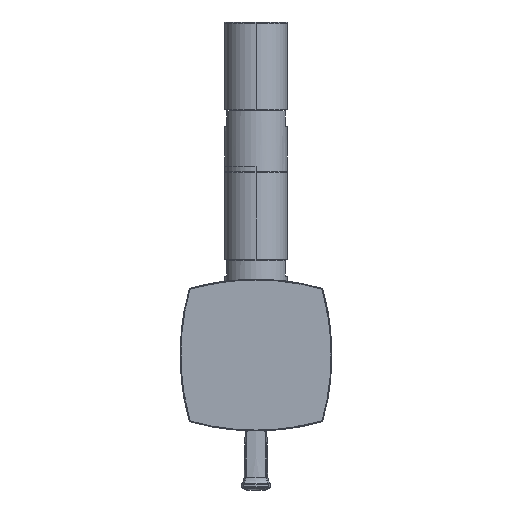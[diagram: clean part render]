
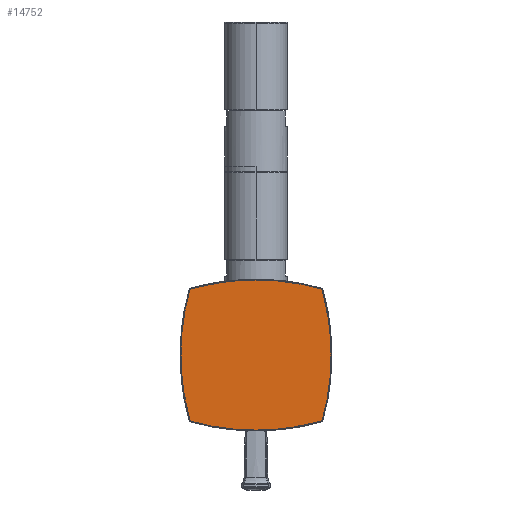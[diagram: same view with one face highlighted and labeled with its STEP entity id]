
A CAD part, front view. The second image highlights one B-rep face of the part: STEP entity #14752.
In plain terms, the highlighted planar face has unit normal (0, -1, 0).
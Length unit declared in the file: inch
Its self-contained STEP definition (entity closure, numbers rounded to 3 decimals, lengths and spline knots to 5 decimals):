
#4578=CARTESIAN_POINT('',(-1.24921,0.,1.24921));
#4579=DIRECTION('',(0.,-1.,0.));
#4580=DIRECTION('',(-0.268,0.,0.963));
#4581=AXIS2_PLACEMENT_3D('',#4578,#4579,#4580);
#4583=CARTESIAN_POINT('',(0.,0.,-3.234));
#4584=DIRECTION('',(0.,1.,0.));
#4585=DIRECTION('',(-0.268,0.,0.963));
#4586=AXIS2_PLACEMENT_3D('',#4583,#4584,#4585);
#4588=CARTESIAN_POINT('',(1.24921,0.,1.24921));
#4589=DIRECTION('',(0.,-1.,0.));
#4590=DIRECTION('',(0.963,0.,0.268));
#4591=AXIS2_PLACEMENT_3D('',#4588,#4589,#4590);
#4593=CARTESIAN_POINT('',(-3.234,0.,0.));
#4594=DIRECTION('',(0.,1.,0.));
#4595=DIRECTION('',(0.963,0.,0.268));
#4596=AXIS2_PLACEMENT_3D('',#4593,#4594,#4595);
#4598=CARTESIAN_POINT('',(1.24921,0.,-1.24921));
#4599=DIRECTION('',(0.,-1.,0.));
#4600=DIRECTION('',(0.268,0.,-0.963));
#4601=AXIS2_PLACEMENT_3D('',#4598,#4599,#4600);
#4603=CARTESIAN_POINT('',(0.,0.,3.234));
#4604=DIRECTION('',(0.,1.,0.));
#4605=DIRECTION('',(0.268,0.,-0.963));
#4606=AXIS2_PLACEMENT_3D('',#4603,#4604,#4605);
#4608=CARTESIAN_POINT('',(-1.24921,0.,-1.24921));
#4609=DIRECTION('',(0.,-1.,0.));
#4610=DIRECTION('',(-0.963,0.,-0.268));
#4611=AXIS2_PLACEMENT_3D('',#4608,#4609,#4610);
#4613=CARTESIAN_POINT('',(3.234,0.,0.));
#4614=DIRECTION('',(0.,1.,0.));
#4615=DIRECTION('',(-0.963,0.,-0.268));
#4616=AXIS2_PLACEMENT_3D('',#4613,#4614,#4615);
#6991=CARTESIAN_POINT('',(-1.25726,0.,1.27811));
#6992=CARTESIAN_POINT('',(-1.27811,0.,1.25726));
#6993=VERTEX_POINT('',#6991);
#6994=VERTEX_POINT('',#6992);
#6995=CARTESIAN_POINT('',(1.27811,0.,1.25726));
#6996=CARTESIAN_POINT('',(1.25726,0.,1.27811));
#6997=VERTEX_POINT('',#6995);
#6998=VERTEX_POINT('',#6996);
#6999=CARTESIAN_POINT('',(1.25726,0.,-1.27811));
#7000=CARTESIAN_POINT('',(1.27811,0.,-1.25726));
#7001=VERTEX_POINT('',#6999);
#7002=VERTEX_POINT('',#7000);
#7003=CARTESIAN_POINT('',(-1.27811,0.,-1.25726));
#7004=CARTESIAN_POINT('',(-1.25726,0.,-1.27811));
#7005=VERTEX_POINT('',#7003);
#7006=VERTEX_POINT('',#7004);
#14731=CARTESIAN_POINT('',(0.,0.,0.));
#14732=DIRECTION('',(0.,-1.,0.));
#14733=DIRECTION('',(0.,0.,-1.));
#14734=AXIS2_PLACEMENT_3D('',#14731,#14732,#14733);
#14735=PLANE('',#14734);
#14737=ORIENTED_EDGE('',*,*,#14736,.F.);
#14739=ORIENTED_EDGE('',*,*,#14738,.T.);
#14741=ORIENTED_EDGE('',*,*,#14740,.F.);
#14743=ORIENTED_EDGE('',*,*,#14742,.T.);
#14745=ORIENTED_EDGE('',*,*,#14744,.F.);
#14746=ORIENTED_EDGE('',*,*,#14711,.T.);
#14747=ORIENTED_EDGE('',*,*,#14698,.F.);
#14749=ORIENTED_EDGE('',*,*,#14748,.T.);
#14750=EDGE_LOOP('',(#14737,#14739,#14741,#14743,#14745,#14746,#14747,#14749));
#14751=FACE_OUTER_BOUND('',#14750,.F.);
#14752=ADVANCED_FACE('',(#14751),#14735,.T.);
#4582=CIRCLE('',#4581,0.03);
#4587=CIRCLE('',#4586,4.684);
#4592=CIRCLE('',#4591,0.03);
#4597=CIRCLE('',#4596,4.684);
#4602=CIRCLE('',#4601,0.03);
#4607=CIRCLE('',#4606,4.684);
#4612=CIRCLE('',#4611,0.03);
#4617=CIRCLE('',#4616,4.684);
#14698=EDGE_CURVE('',#7005,#7006,#4612,.T.);
#14711=EDGE_CURVE('',#7001,#7006,#4607,.T.);
#14736=EDGE_CURVE('',#6993,#6994,#4582,.T.);
#14738=EDGE_CURVE('',#6993,#6998,#4587,.T.);
#14740=EDGE_CURVE('',#6997,#6998,#4592,.T.);
#14742=EDGE_CURVE('',#6997,#7002,#4597,.T.);
#14744=EDGE_CURVE('',#7001,#7002,#4602,.T.);
#14748=EDGE_CURVE('',#7005,#6994,#4617,.T.);
